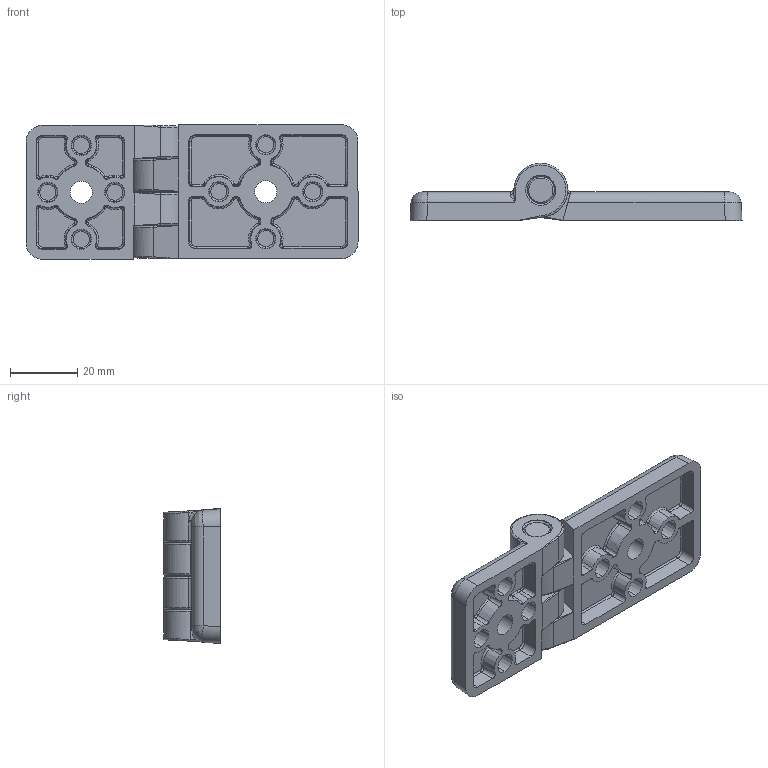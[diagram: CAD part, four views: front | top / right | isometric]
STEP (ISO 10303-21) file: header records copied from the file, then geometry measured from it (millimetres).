
FILE_DESCRIPTION (( 'STEP AP214' ), '1' );
FILE_NAME ('095ks4060f00.STEP', '2014-08-27T07:45:00', ( '' ), ( '' ), 'SwSTEP 2.0', 'SolidWorks 2014', '' );
FILE_SCHEMA (( 'AUTOMOTIVE_DESIGN' ));
Length unit declared in the file: millimetre
Products named in the file (1): 095ks4060f00
Bounding box: 99 x 16.99 x 40.2 mm (x, y, z)
Volume: 25760.1 mm3; surface area: 16637.1 mm2
Topology: 3 solids, 3 shells, 379 faces, 909 edges, 551 vertices
Faces by surface type: bspline 161, cylinder 82, plane 73, cone 63
Entity records: 20790 total; most frequent: CARTESIAN_POINT 8874, ORIENTED_EDGE 1814, DIRECTION 1330, EDGE_CURVE 907, VERTEX_POINT 551, AXIS2_PLACEMENT_3D 533, EDGE_LOOP 408, UNCERTAINTY_MEASURE_WITH_UNIT 384
